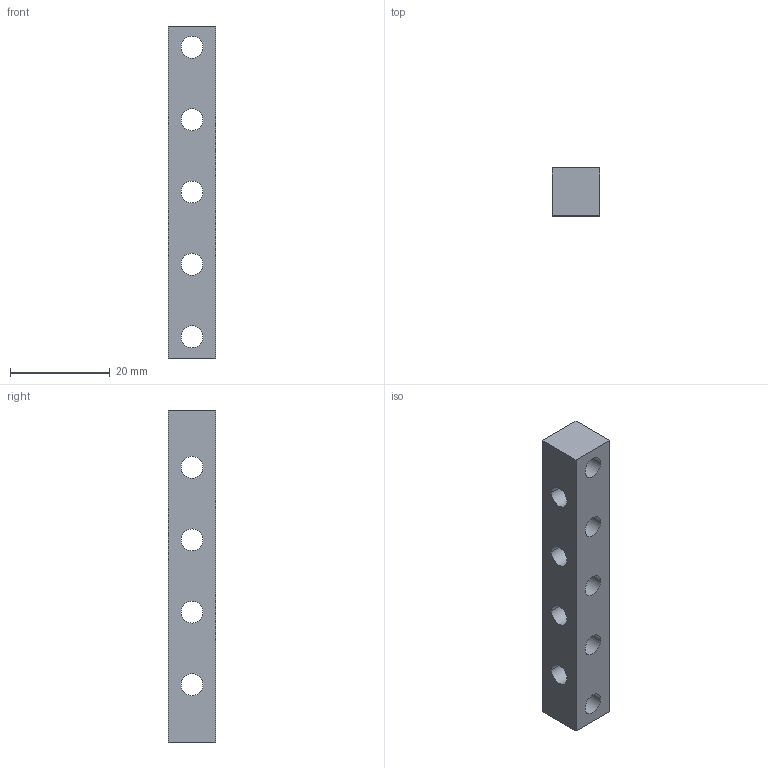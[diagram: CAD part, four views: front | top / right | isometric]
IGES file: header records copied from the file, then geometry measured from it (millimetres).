
Start section: START RECORD GO HERE.
Global section: file name: TRT0003 plain nut strip long.igs; native system: IBM CATIA IGES - CATIA Version 5 Release 11 ; preprocessor: CATIA Version 5 Release 11 ; author: p1smith; organization: XS084057; date: 20041220.131112; units: millimetre
Bounding box: 9.53 x 9.53 x 66.5 mm (x, y, z)
Surface area: 3625.5 mm2 (no closed solid volume)
Topology: 0 solids, 0 shells, 24 faces, 132 edges, 132 vertices
Faces by surface type: revolution 18, plane 6
